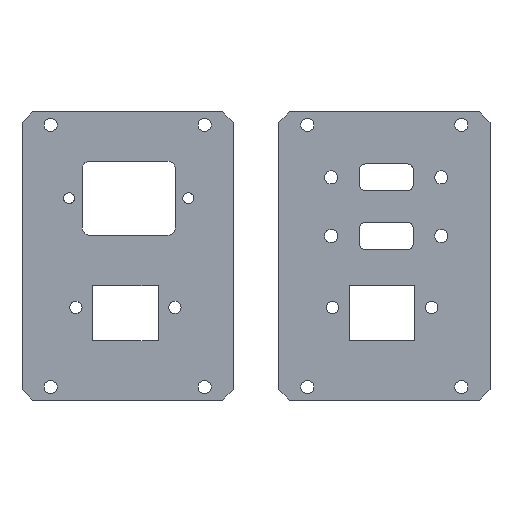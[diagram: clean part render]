
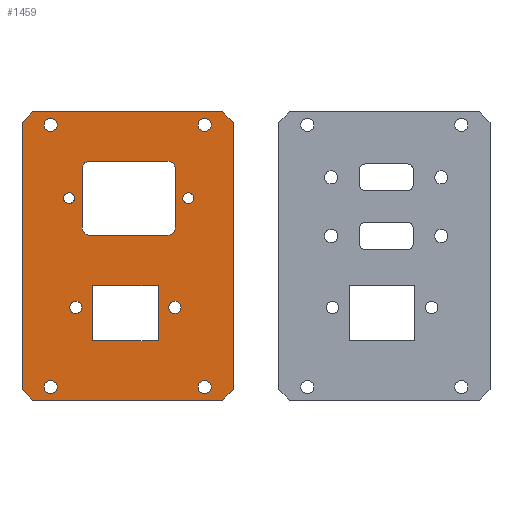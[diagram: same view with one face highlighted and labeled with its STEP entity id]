
A CAD part, top view. The second image highlights one B-rep face of the part: STEP entity #1459.
In plain terms, the highlighted planar face has unit normal (0, 0, 1).
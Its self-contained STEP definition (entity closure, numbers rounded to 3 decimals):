
#53=FACE_BOUND('',#278,.T.);
#54=FACE_BOUND('',#279,.T.);
#55=FACE_BOUND('',#280,.T.);
#56=FACE_BOUND('',#281,.T.);
#57=FACE_BOUND('',#282,.T.);
#58=FACE_BOUND('',#283,.T.);
#59=FACE_BOUND('',#284,.T.);
#60=FACE_BOUND('',#285,.T.);
#61=FACE_BOUND('',#286,.T.);
#62=FACE_BOUND('',#287,.T.);
#111=PLANE('',#1617);
#181=FACE_OUTER_BOUND('',#277,.T.);
#277=EDGE_LOOP('',(#1305,#1306,#1307,#1308,#1309,#1310,#1311,#1312));
#278=EDGE_LOOP('',(#1313));
#279=EDGE_LOOP('',(#1314,#1315,#1316,#1317,#1318,#1319,#1320,#1321));
#280=EDGE_LOOP('',(#1322));
#281=EDGE_LOOP('',(#1323));
#282=EDGE_LOOP('',(#1324,#1325,#1326,#1327));
#283=EDGE_LOOP('',(#1328));
#284=EDGE_LOOP('',(#1329));
#285=EDGE_LOOP('',(#1330));
#286=EDGE_LOOP('',(#1331));
#287=EDGE_LOOP('',(#1332));
#381=LINE('',#2281,#519);
#385=LINE('',#2293,#523);
#389=LINE('',#2305,#527);
#393=LINE('',#2315,#531);
#398=LINE('',#2335,#536);
#401=LINE('',#2341,#539);
#404=LINE('',#2347,#542);
#407=LINE('',#2351,#545);
#413=LINE('',#2385,#551);
#417=LINE('',#2393,#555);
#420=LINE('',#2399,#558);
#423=LINE('',#2405,#561);
#426=LINE('',#2411,#564);
#429=LINE('',#2417,#567);
#432=LINE('',#2423,#570);
#435=LINE('',#2428,#573);
#519=VECTOR('',#1875,10.);
#523=VECTOR('',#1887,10.);
#527=VECTOR('',#1899,10.);
#531=VECTOR('',#1911,10.);
#536=VECTOR('',#1930,10.);
#539=VECTOR('',#1935,10.);
#542=VECTOR('',#1940,10.);
#545=VECTOR('',#1945,10.);
#551=VECTOR('',#1983,10.);
#555=VECTOR('',#1989,10.);
#558=VECTOR('',#1994,10.);
#561=VECTOR('',#1999,10.);
#564=VECTOR('',#2004,10.);
#567=VECTOR('',#2009,10.);
#570=VECTOR('',#2014,10.);
#573=VECTOR('',#2019,10.);
#611=CIRCLE('',#1566,1.5);
#614=CIRCLE('',#1570,2.);
#616=CIRCLE('',#1574,2.);
#618=CIRCLE('',#1578,2.);
#620=CIRCLE('',#1582,2.);
#621=CIRCLE('',#1585,1.675);
#623=CIRCLE('',#1588,1.5);
#625=CIRCLE('',#1595,1.675);
#628=CIRCLE('',#1599,1.8);
#630=CIRCLE('',#1602,1.8);
#632=CIRCLE('',#1605,1.8);
#634=CIRCLE('',#1608,1.8);
#711=VERTEX_POINT('',#2263);
#715=VERTEX_POINT('',#2272);
#716=VERTEX_POINT('',#2274);
#718=VERTEX_POINT('',#2280);
#720=VERTEX_POINT('',#2286);
#722=VERTEX_POINT('',#2292);
#724=VERTEX_POINT('',#2298);
#726=VERTEX_POINT('',#2304);
#728=VERTEX_POINT('',#2310);
#729=VERTEX_POINT('',#2317);
#731=VERTEX_POINT('',#2323);
#735=VERTEX_POINT('',#2332);
#736=VERTEX_POINT('',#2334);
#738=VERTEX_POINT('',#2340);
#740=VERTEX_POINT('',#2346);
#741=VERTEX_POINT('',#2353);
#744=VERTEX_POINT('',#2361);
#746=VERTEX_POINT('',#2367);
#748=VERTEX_POINT('',#2373);
#750=VERTEX_POINT('',#2379);
#751=VERTEX_POINT('',#2383);
#752=VERTEX_POINT('',#2384);
#755=VERTEX_POINT('',#2392);
#757=VERTEX_POINT('',#2398);
#759=VERTEX_POINT('',#2404);
#761=VERTEX_POINT('',#2410);
#763=VERTEX_POINT('',#2416);
#765=VERTEX_POINT('',#2422);
#881=EDGE_CURVE('',#711,#711,#611,.T.);
#886=EDGE_CURVE('',#716,#715,#614,.T.);
#889=EDGE_CURVE('',#718,#716,#381,.T.);
#892=EDGE_CURVE('',#720,#718,#616,.T.);
#895=EDGE_CURVE('',#722,#720,#385,.T.);
#898=EDGE_CURVE('',#724,#722,#618,.T.);
#901=EDGE_CURVE('',#726,#724,#389,.T.);
#904=EDGE_CURVE('',#728,#726,#620,.T.);
#907=EDGE_CURVE('',#715,#728,#393,.T.);
#908=EDGE_CURVE('',#729,#729,#621,.T.);
#911=EDGE_CURVE('',#731,#731,#623,.T.);
#916=EDGE_CURVE('',#736,#735,#398,.T.);
#919=EDGE_CURVE('',#738,#736,#401,.T.);
#922=EDGE_CURVE('',#740,#738,#404,.T.);
#925=EDGE_CURVE('',#735,#740,#407,.T.);
#926=EDGE_CURVE('',#741,#741,#625,.T.);
#931=EDGE_CURVE('',#744,#744,#628,.T.);
#934=EDGE_CURVE('',#746,#746,#630,.T.);
#937=EDGE_CURVE('',#748,#748,#632,.T.);
#940=EDGE_CURVE('',#750,#750,#634,.T.);
#941=EDGE_CURVE('',#751,#752,#413,.T.);
#945=EDGE_CURVE('',#752,#755,#417,.T.);
#948=EDGE_CURVE('',#757,#755,#420,.T.);
#951=EDGE_CURVE('',#757,#759,#423,.T.);
#954=EDGE_CURVE('',#759,#761,#426,.T.);
#957=EDGE_CURVE('',#761,#763,#429,.T.);
#960=EDGE_CURVE('',#765,#763,#432,.T.);
#963=EDGE_CURVE('',#765,#751,#435,.T.);
#1305=ORIENTED_EDGE('',*,*,#963,.T.);
#1306=ORIENTED_EDGE('',*,*,#941,.T.);
#1307=ORIENTED_EDGE('',*,*,#945,.T.);
#1308=ORIENTED_EDGE('',*,*,#948,.F.);
#1309=ORIENTED_EDGE('',*,*,#951,.T.);
#1310=ORIENTED_EDGE('',*,*,#954,.T.);
#1311=ORIENTED_EDGE('',*,*,#957,.T.);
#1312=ORIENTED_EDGE('',*,*,#960,.F.);
#1313=ORIENTED_EDGE('',*,*,#881,.T.);
#1314=ORIENTED_EDGE('',*,*,#886,.T.);
#1315=ORIENTED_EDGE('',*,*,#907,.T.);
#1316=ORIENTED_EDGE('',*,*,#904,.T.);
#1317=ORIENTED_EDGE('',*,*,#901,.T.);
#1318=ORIENTED_EDGE('',*,*,#898,.T.);
#1319=ORIENTED_EDGE('',*,*,#895,.T.);
#1320=ORIENTED_EDGE('',*,*,#892,.T.);
#1321=ORIENTED_EDGE('',*,*,#889,.T.);
#1322=ORIENTED_EDGE('',*,*,#908,.T.);
#1323=ORIENTED_EDGE('',*,*,#911,.T.);
#1324=ORIENTED_EDGE('',*,*,#916,.T.);
#1325=ORIENTED_EDGE('',*,*,#925,.T.);
#1326=ORIENTED_EDGE('',*,*,#922,.T.);
#1327=ORIENTED_EDGE('',*,*,#919,.T.);
#1328=ORIENTED_EDGE('',*,*,#926,.T.);
#1329=ORIENTED_EDGE('',*,*,#940,.T.);
#1330=ORIENTED_EDGE('',*,*,#937,.T.);
#1331=ORIENTED_EDGE('',*,*,#934,.T.);
#1332=ORIENTED_EDGE('',*,*,#931,.T.);
#1459=ADVANCED_FACE('',(#181,#53,#54,#55,#56,#57,#58,#59,#60,#61,#62),#111,
 .T.);
#1566=AXIS2_PLACEMENT_3D('',#2264,#1859,#1860);
#1570=AXIS2_PLACEMENT_3D('',#2275,#1869,#1870);
#1574=AXIS2_PLACEMENT_3D('',#2287,#1881,#1882);
#1578=AXIS2_PLACEMENT_3D('',#2299,#1893,#1894);
#1582=AXIS2_PLACEMENT_3D('',#2311,#1905,#1906);
#1585=AXIS2_PLACEMENT_3D('',#2318,#1914,#1915);
#1588=AXIS2_PLACEMENT_3D('',#2324,#1921,#1922);
#1595=AXIS2_PLACEMENT_3D('',#2354,#1948,#1949);
#1599=AXIS2_PLACEMENT_3D('',#2363,#1958,#1959);
#1602=AXIS2_PLACEMENT_3D('',#2369,#1965,#1966);
#1605=AXIS2_PLACEMENT_3D('',#2375,#1972,#1973);
#1608=AXIS2_PLACEMENT_3D('',#2381,#1979,#1980);
#1617=AXIS2_PLACEMENT_3D('',#2430,#2021,#2022);
#1859=DIRECTION('center_axis',(0.,0.,-1.));
#1860=DIRECTION('ref_axis',(-1.,0.,0.));
#1869=DIRECTION('center_axis',(0.,0.,-1.));
#1870=DIRECTION('ref_axis',(0.,1.,0.));
#1875=DIRECTION('',(0.,1.,0.));
#1881=DIRECTION('center_axis',(0.,0.,-1.));
#1882=DIRECTION('ref_axis',(-1.,0.,0.));
#1887=DIRECTION('',(-1.,0.,0.));
#1893=DIRECTION('center_axis',(0.,0.,-1.));
#1894=DIRECTION('ref_axis',(0.,-1.,0.));
#1899=DIRECTION('',(0.,-1.,0.));
#1905=DIRECTION('center_axis',(0.,0.,-1.));
#1906=DIRECTION('ref_axis',(1.,0.,0.));
#1911=DIRECTION('',(1.,0.,0.));
#1914=DIRECTION('center_axis',(0.,0.,-1.));
#1915=DIRECTION('ref_axis',(-1.,0.,0.));
#1921=DIRECTION('center_axis',(0.,0.,-1.));
#1922=DIRECTION('ref_axis',(-1.,0.,0.));
#1930=DIRECTION('',(0.,1.,0.));
#1935=DIRECTION('',(-1.,0.,0.));
#1940=DIRECTION('',(0.,-1.,0.));
#1945=DIRECTION('',(1.,0.,0.));
#1948=DIRECTION('center_axis',(0.,0.,-1.));
#1949=DIRECTION('ref_axis',(-1.,0.,0.));
#1958=DIRECTION('center_axis',(0.,0.,-1.));
#1959=DIRECTION('ref_axis',(0.,-1.,0.));
#1965=DIRECTION('center_axis',(0.,0.,-1.));
#1966=DIRECTION('ref_axis',(0.,-1.,0.));
#1972=DIRECTION('center_axis',(0.,0.,-1.));
#1973=DIRECTION('ref_axis',(0.,-1.,0.));
#1979=DIRECTION('center_axis',(0.,0.,-1.));
#1980=DIRECTION('ref_axis',(0.,-1.,0.));
#1983=DIRECTION('',(-0.707,0.707,0.));
#1989=DIRECTION('',(-1.,0.,0.));
#1994=DIRECTION('',(0.707,0.707,0.));
#1999=DIRECTION('',(0.,-1.,0.));
#2004=DIRECTION('',(0.707,-0.707,0.));
#2009=DIRECTION('',(1.,0.,0.));
#2014=DIRECTION('',(-0.707,-0.707,0.));
#2019=DIRECTION('',(0.,1.,0.));
#2021=DIRECTION('center_axis',(0.,0.,1.));
#2022=DIRECTION('ref_axis',(0.,-1.,0.));
#2263=CARTESIAN_POINT('',(84.75,-29.085,2.999));
#2264=CARTESIAN_POINT('Origin',(83.25,-29.085,2.999));
#2272=CARTESIAN_POINT('',(56.35,-19.01,2.999));
#2274=CARTESIAN_POINT('',(54.35,-21.01,2.999));
#2275=CARTESIAN_POINT('Origin',(56.35,-21.01,2.999));
#2280=CARTESIAN_POINT('',(54.35,-37.16,2.999));
#2281=CARTESIAN_POINT('',(54.35,-40.999,2.999));
#2286=CARTESIAN_POINT('',(56.35,-39.16,2.999));
#2287=CARTESIAN_POINT('Origin',(56.35,-37.16,2.999));
#2292=CARTESIAN_POINT('',(77.65,-39.16,2.999));
#2293=CARTESIAN_POINT('',(72.175,-39.16,2.999));
#2298=CARTESIAN_POINT('',(79.65,-37.16,2.999));
#2299=CARTESIAN_POINT('Origin',(77.65,-37.16,2.999));
#2304=CARTESIAN_POINT('',(79.65,-21.01,2.999));
#2305=CARTESIAN_POINT('',(79.65,-32.924,2.999));
#2310=CARTESIAN_POINT('',(77.65,-19.01,2.999));
#2311=CARTESIAN_POINT('Origin',(77.65,-21.01,2.999));
#2315=CARTESIAN_POINT('',(61.525,-19.01,2.999));
#2317=CARTESIAN_POINT('',(81.275,-58.85,2.999));
#2318=CARTESIAN_POINT('Origin',(79.6,-58.85,2.999));
#2323=CARTESIAN_POINT('',(52.25,-29.085,2.999));
#2324=CARTESIAN_POINT('Origin',(50.75,-29.085,2.999));
#2332=CARTESIAN_POINT('',(57.2,-52.9,2.999));
#2334=CARTESIAN_POINT('',(57.2,-68.,2.999));
#2335=CARTESIAN_POINT('',(57.2,-56.419,2.999));
#2340=CARTESIAN_POINT('',(75.,-68.,2.999));
#2341=CARTESIAN_POINT('',(70.85,-68.,2.999));
#2346=CARTESIAN_POINT('',(75.,-52.9,2.999));
#2347=CARTESIAN_POINT('',(75.,-48.869,2.999));
#2351=CARTESIAN_POINT('',(61.95,-52.9,2.999));
#2353=CARTESIAN_POINT('',(54.275,-58.85,2.999));
#2354=CARTESIAN_POINT('Origin',(52.6,-58.85,2.999));
#2361=CARTESIAN_POINT('',(87.7,-78.788,2.999));
#2363=CARTESIAN_POINT('Origin',(87.7,-80.588,2.999));
#2367=CARTESIAN_POINT('',(45.7,-7.288,2.999));
#2369=CARTESIAN_POINT('Origin',(45.7,-9.088,2.999));
#2373=CARTESIAN_POINT('',(45.7,-78.788,2.999));
#2375=CARTESIAN_POINT('Origin',(45.7,-80.588,2.999));
#2379=CARTESIAN_POINT('',(87.7,-7.288,2.999));
#2381=CARTESIAN_POINT('Origin',(87.7,-9.088,2.999));
#2383=CARTESIAN_POINT('',(95.5,-8.421,2.999));
#2384=CARTESIAN_POINT('',(92.617,-5.538,2.999));
#2385=CARTESIAN_POINT('',(95.5,-8.421,2.999));
#2392=CARTESIAN_POINT('',(40.783,-5.538,2.999));
#2393=CARTESIAN_POINT('',(92.617,-5.538,2.999));
#2398=CARTESIAN_POINT('',(37.9,-8.421,2.999));
#2399=CARTESIAN_POINT('',(37.9,-8.421,2.999));
#2404=CARTESIAN_POINT('',(37.9,-81.255,2.999));
#2405=CARTESIAN_POINT('',(37.9,-8.421,2.999));
#2410=CARTESIAN_POINT('',(40.783,-84.138,2.999));
#2411=CARTESIAN_POINT('',(37.9,-81.255,2.999));
#2416=CARTESIAN_POINT('',(92.617,-84.138,2.999));
#2417=CARTESIAN_POINT('',(40.783,-84.138,2.999));
#2422=CARTESIAN_POINT('',(95.5,-81.255,2.999));
#2423=CARTESIAN_POINT('',(95.5,-81.255,2.999));
#2428=CARTESIAN_POINT('',(95.5,-76.838,2.999));
#2430=CARTESIAN_POINT('Origin',(66.7,-44.838,2.999));
